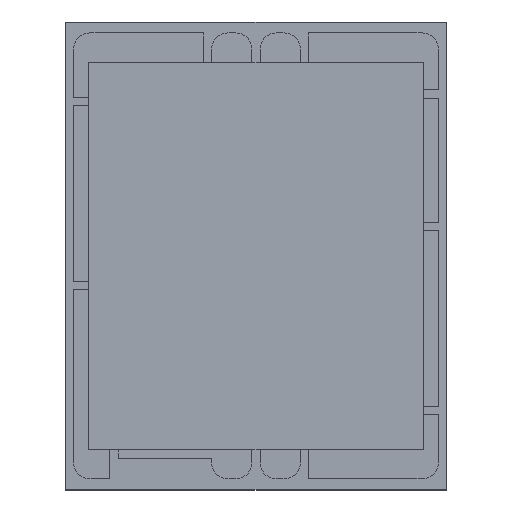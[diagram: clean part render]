
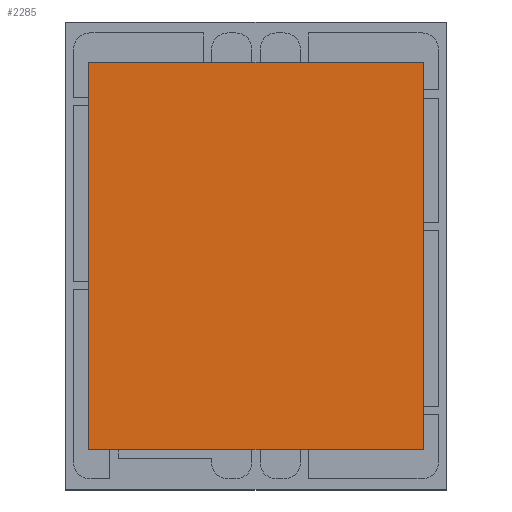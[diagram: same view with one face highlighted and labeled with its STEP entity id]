
A CAD part, top view. The second image highlights one B-rep face of the part: STEP entity #2285.
In plain terms, the highlighted planar face has unit normal (0, 0, 1).
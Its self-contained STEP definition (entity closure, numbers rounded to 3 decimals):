
#144=FACE_OUTER_BOUND('',#264,.T.);
#264=EDGE_LOOP('',(#1765,#1766,#1767,#1768));
#391=LINE('',#3242,#689);
#443=LINE('',#3367,#741);
#491=LINE('',#3471,#789);
#495=LINE('',#3476,#793);
#689=VECTOR('',#2630,1000.);
#741=VECTOR('',#2744,1000.);
#789=VECTOR('',#2834,1000.);
#793=VECTOR('',#2840,1000.);
#976=VERTEX_POINT('',#3239);
#977=VERTEX_POINT('',#3241);
#1019=VERTEX_POINT('',#3366);
#1054=VERTEX_POINT('',#3470);
#1211=EDGE_CURVE('',#977,#976,#391,.T.);
#1273=EDGE_CURVE('',#1019,#977,#443,.T.);
#1325=EDGE_CURVE('',#1054,#1019,#491,.T.);
#1329=EDGE_CURVE('',#976,#1054,#495,.T.);
#1765=ORIENTED_EDGE('',*,*,#1329,.T.);
#1766=ORIENTED_EDGE('',*,*,#1325,.T.);
#1767=ORIENTED_EDGE('',*,*,#1273,.T.);
#1768=ORIENTED_EDGE('',*,*,#1211,.T.);
#2167=PLANE('',#2442);
#2285=ADVANCED_FACE('',(#144),#2167,.T.);
#2442=AXIS2_PLACEMENT_3D('',#3475,#2838,#2839);
#2630=DIRECTION('',(0.,1.,0.));
#2744=DIRECTION('',(1.,0.,0.));
#2834=DIRECTION('',(0.,-1.,0.));
#2838=DIRECTION('center_axis',(0.,0.,1.));
#2839=DIRECTION('ref_axis',(0.,1.,0.));
#2840=DIRECTION('',(-1.,0.,0.));
#3239=CARTESIAN_POINT('',(2.055,2.38,0.));
#3241=CARTESIAN_POINT('',(2.055,-2.38,0.));
#3242=CARTESIAN_POINT('',(2.055,2.857,0.));
#3366=CARTESIAN_POINT('',(-2.055,-2.38,0.));
#3367=CARTESIAN_POINT('',(2.467,-2.38,0.));
#3470=CARTESIAN_POINT('',(-2.055,2.38,0.));
#3471=CARTESIAN_POINT('',(-2.055,2.857,0.));
#3475=CARTESIAN_POINT('Origin',(2.467,2.857,0.));
#3476=CARTESIAN_POINT('',(2.467,2.38,0.));
